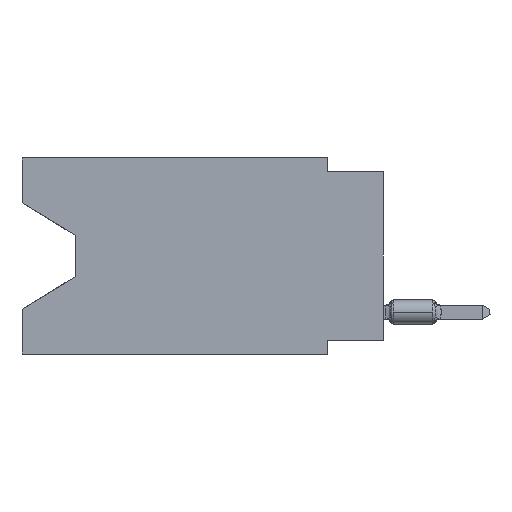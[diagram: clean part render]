
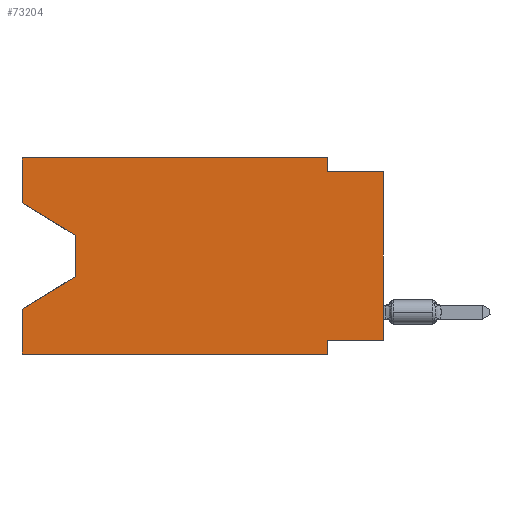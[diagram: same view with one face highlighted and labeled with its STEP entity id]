
A CAD part, left-side view. The second image highlights one B-rep face of the part: STEP entity #73204.
In plain terms, the highlighted planar face has unit normal (-1, 0, 0).
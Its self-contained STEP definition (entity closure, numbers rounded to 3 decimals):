
#1484 = LINE ( 'NONE', #94181, #69702 ) ;
#2128 = CARTESIAN_POINT ( 'NONE',  ( 0., 16.383, -8.89 ) ) ;
#2277 = EDGE_LOOP ( 'NONE', ( #79918, #30899, #47445, #4806, #4693, #74799, #73335, #95536, #19083, #94773, #61095, #56465 ) ) ;
#4693 = ORIENTED_EDGE ( 'NONE', *, *, #35753, .T. ) ;
#4806 = ORIENTED_EDGE ( 'NONE', *, *, #8858, .F. ) ;
#6059 = VECTOR ( 'NONE', #6802, 1000. ) ;
#6195 = CARTESIAN_POINT ( 'NONE',  ( 0., 16.383, -2.038 ) ) ;
#6802 = DIRECTION ( 'NONE',  ( 0., 0., -1. ) ) ;
#8858 = EDGE_CURVE ( 'NONE', #28830, #47827, #78284, .T. ) ;
#10253 = DIRECTION ( 'NONE',  ( 0., 0., 1. ) ) ;
#10469 = VECTOR ( 'NONE', #50213, 1000. ) ;
#10638 = CARTESIAN_POINT ( 'NONE',  ( 0., 16.383, -2.038 ) ) ;
#11341 = EDGE_CURVE ( 'NONE', #93041, #68718, #43729, .T. ) ;
#12231 = DIRECTION ( 'NONE',  ( 0., 0., 1. ) ) ;
#12988 = EDGE_CURVE ( 'NONE', #30745, #20059, #86995, .T. ) ;
#13801 = DIRECTION ( 'NONE',  ( 1., 0., 0. ) ) ;
#15215 = CARTESIAN_POINT ( 'NONE',  ( 0., 0., 0. ) ) ;
#15767 = CARTESIAN_POINT ( 'NONE',  ( 0., 2.54, 0. ) ) ;
#17944 = CARTESIAN_POINT ( 'NONE',  ( 0., 2.54, -8.89 ) ) ;
#19083 = ORIENTED_EDGE ( 'NONE', *, *, #60606, .F. ) ;
#20059 = VERTEX_POINT ( 'NONE', #24320 ) ;
#21004 = DIRECTION ( 'NONE',  ( 0., -1., 0. ) ) ;
#21863 = CARTESIAN_POINT ( 'NONE',  ( 0., 16.383, 0. ) ) ;
#22952 = VECTOR ( 'NONE', #44189, 1000. ) ;
#24320 = CARTESIAN_POINT ( 'NONE',  ( 0., 2.54, -8.89 ) ) ;
#26864 = LINE ( 'NONE', #64685, #95915 ) ;
#26983 = EDGE_CURVE ( 'NONE', #86398, #47827, #97023, .T. ) ;
#27366 = CARTESIAN_POINT ( 'NONE',  ( 0., 16.383, -6.852 ) ) ;
#28830 = VERTEX_POINT ( 'NONE', #2128 ) ;
#29441 = FACE_OUTER_BOUND ( 'NONE', #2277, .T. ) ;
#29801 = VERTEX_POINT ( 'NONE', #10638 ) ;
#29901 = LINE ( 'NONE', #6195, #57452 ) ;
#30070 = VERTEX_POINT ( 'NONE', #83630 ) ;
#30745 = VERTEX_POINT ( 'NONE', #79228 ) ;
#30899 = ORIENTED_EDGE ( 'NONE', *, *, #54255, .T. ) ;
#31779 = EDGE_CURVE ( 'NONE', #68718, #48521, #45057, .T. ) ;
#32247 = DIRECTION ( 'NONE',  ( 0., -1., 0. ) ) ;
#35753 = EDGE_CURVE ( 'NONE', #28830, #20059, #93192, .T. ) ;
#35914 = CARTESIAN_POINT ( 'NONE',  ( 0., 2.54, 0. ) ) ;
#40310 = DIRECTION ( 'NONE',  ( 0., -1., 0. ) ) ;
#42353 = VECTOR ( 'NONE', #40310, 1000. ) ;
#43729 = LINE ( 'NONE', #74939, #95176 ) ;
#44189 = DIRECTION ( 'NONE',  ( 0., 1., 0. ) ) ;
#44316 = EDGE_CURVE ( 'NONE', #92828, #30070, #54049, .T. ) ;
#45057 = LINE ( 'NONE', #15767, #64524 ) ;
#45635 = LINE ( 'NONE', #92448, #6059 ) ;
#47445 = ORIENTED_EDGE ( 'NONE', *, *, #26983, .T. ) ;
#47827 = VERTEX_POINT ( 'NONE', #27366 ) ;
#48521 = VERTEX_POINT ( 'NONE', #64963 ) ;
#48719 = DIRECTION ( 'NONE',  ( 0., 0., -1. ) ) ;
#50213 = DIRECTION ( 'NONE',  ( 0., 0.855, -0.519 ) ) ;
#52629 = DIRECTION ( 'NONE',  ( 0., 0., -1. ) ) ;
#53091 = DIRECTION ( 'NONE',  ( 0., -0.855, -0.519 ) ) ;
#53237 = EDGE_CURVE ( 'NONE', #29801, #87502, #29901, .T. ) ;
#54049 = LINE ( 'NONE', #15215, #96749 ) ;
#54255 = EDGE_CURVE ( 'NONE', #87502, #86398, #45635, .T. ) ;
#54917 = CARTESIAN_POINT ( 'NONE',  ( 0., 16.383, -8.89 ) ) ;
#56465 = ORIENTED_EDGE ( 'NONE', *, *, #79774, .F. ) ;
#57452 = VECTOR ( 'NONE', #53091, 1000. ) ;
#60194 = PLANE ( 'NONE',  #62653 ) ;
#60606 = EDGE_CURVE ( 'NONE', #48521, #30070, #1484, .T. ) ;
#61095 = ORIENTED_EDGE ( 'NONE', *, *, #11341, .F. ) ;
#62282 = CARTESIAN_POINT ( 'NONE',  ( 0., 0., -8.255 ) ) ;
#62314 = CARTESIAN_POINT ( 'NONE',  ( 0., 13.97, -3.505 ) ) ;
#62653 = AXIS2_PLACEMENT_3D ( 'NONE', #21863, #13801, #74798 ) ;
#64162 = CARTESIAN_POINT ( 'NONE',  ( 0., 13.97, -5.385 ) ) ;
#64436 = VECTOR ( 'NONE', #10253, 1000. ) ;
#64524 = VECTOR ( 'NONE', #52629, 1000. ) ;
#64685 = CARTESIAN_POINT ( 'NONE',  ( 0., 16.383, 0. ) ) ;
#64963 = CARTESIAN_POINT ( 'NONE',  ( 0., 2.54, -0.635 ) ) ;
#68718 = VERTEX_POINT ( 'NONE', #35914 ) ;
#69702 = VECTOR ( 'NONE', #32247, 1000. ) ;
#73204 = ADVANCED_FACE ( 'NONE', ( #29441 ), #60194, .F. ) ;
#73335 = ORIENTED_EDGE ( 'NONE', *, *, #88327, .F. ) ;
#73405 = LINE ( 'NONE', #89029, #22952 ) ;
#74798 = DIRECTION ( 'NONE',  ( 0., 0., -1. ) ) ;
#74799 = ORIENTED_EDGE ( 'NONE', *, *, #12988, .F. ) ;
#74939 = CARTESIAN_POINT ( 'NONE',  ( 0., 16.383, 0. ) ) ;
#75358 = CARTESIAN_POINT ( 'NONE',  ( 0., 13.97, -5.385 ) ) ;
#76698 = DIRECTION ( 'NONE',  ( 0., 0., 1. ) ) ;
#78284 = LINE ( 'NONE', #86856, #64436 ) ;
#79228 = CARTESIAN_POINT ( 'NONE',  ( 0., 2.54, -8.255 ) ) ;
#79774 = EDGE_CURVE ( 'NONE', #29801, #93041, #26864, .T. ) ;
#79918 = ORIENTED_EDGE ( 'NONE', *, *, #53237, .T. ) ;
#83630 = CARTESIAN_POINT ( 'NONE',  ( 0., 0., -0.635 ) ) ;
#86398 = VERTEX_POINT ( 'NONE', #64162 ) ;
#86856 = CARTESIAN_POINT ( 'NONE',  ( 0., 16.383, 0. ) ) ;
#86995 = LINE ( 'NONE', #17944, #97784 ) ;
#87502 = VERTEX_POINT ( 'NONE', #62314 ) ;
#88327 = EDGE_CURVE ( 'NONE', #92828, #30745, #73405, .T. ) ;
#89029 = CARTESIAN_POINT ( 'NONE',  ( 0., 0., -8.255 ) ) ;
#92448 = CARTESIAN_POINT ( 'NONE',  ( 0., 13.97, -3.505 ) ) ;
#92828 = VERTEX_POINT ( 'NONE', #62282 ) ;
#93041 = VERTEX_POINT ( 'NONE', #94960 ) ;
#93192 = LINE ( 'NONE', #54917, #42353 ) ;
#94181 = CARTESIAN_POINT ( 'NONE',  ( 0., 0., -0.635 ) ) ;
#94773 = ORIENTED_EDGE ( 'NONE', *, *, #31779, .F. ) ;
#94960 = CARTESIAN_POINT ( 'NONE',  ( 0., 16.383, 0. ) ) ;
#95176 = VECTOR ( 'NONE', #21004, 1000. ) ;
#95536 = ORIENTED_EDGE ( 'NONE', *, *, #44316, .T. ) ;
#95915 = VECTOR ( 'NONE', #12231, 1000. ) ;
#96749 = VECTOR ( 'NONE', #76698, 1000. ) ;
#97023 = LINE ( 'NONE', #75358, #10469 ) ;
#97784 = VECTOR ( 'NONE', #48719, 1000. ) ;
